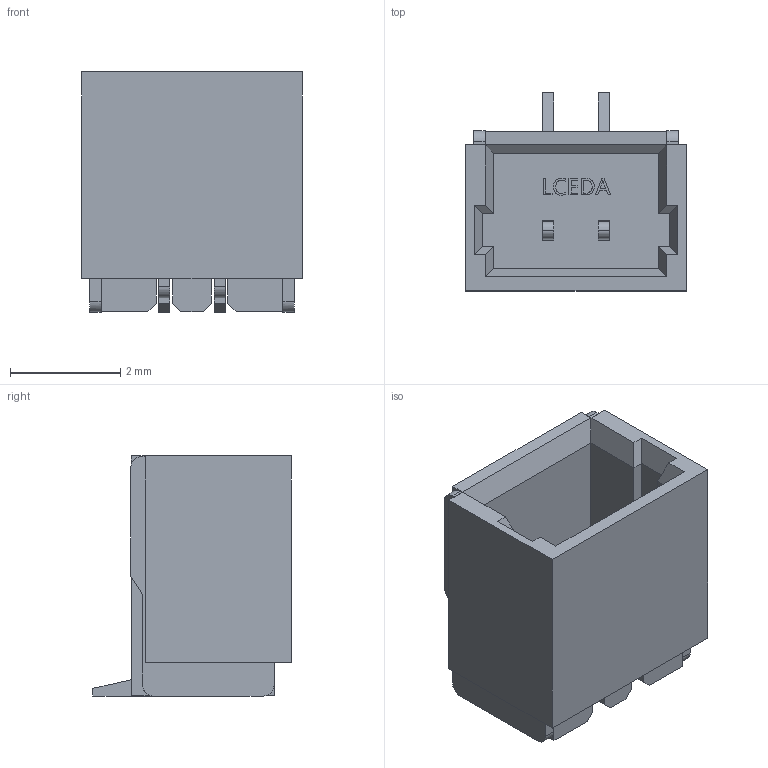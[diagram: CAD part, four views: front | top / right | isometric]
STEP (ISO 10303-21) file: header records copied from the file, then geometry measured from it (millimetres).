
FILE_DESCRIPTION (( 'STEP AP203' ), '1' );
FILE_NAME ('777.STEP', '2022-01-23T08:48:21', ( '' ), ( '' ), 'SwSTEP 2.0', 'SolidWorks 2019', '' );
FILE_SCHEMA (( 'CONFIG_CONTROL_DESIGN' ));
Length unit declared in the file: millimetre
Products named in the file (1): 777
Bounding box: 4 x 3.6 x 4.36 mm (x, y, z)
Volume: 28.6 mm3; surface area: 128.9 mm2
Topology: 1 solids, 1 shells, 179 faces, 472 edges, 306 vertices
Faces by surface type: plane 153, bspline 14, cylinder 12
Entity records: 6185 total; most frequent: CARTESIAN_POINT 1756, ORIENTED_EDGE 944, DIRECTION 806, EDGE_CURVE 472, LINE 414, VECTOR 414, VERTEX_POINT 306, AXIS2_PLACEMENT_3D 196
